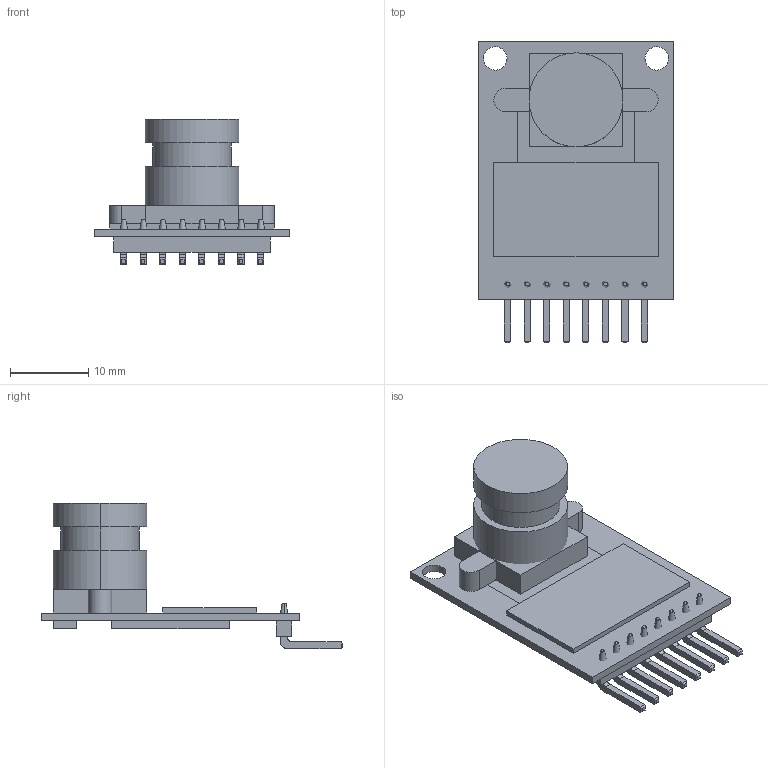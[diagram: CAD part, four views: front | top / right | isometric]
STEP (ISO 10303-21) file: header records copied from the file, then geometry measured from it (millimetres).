
FILE_DESCRIPTION(/* description */ (''),/* implementation_level */ '2;1');
FILE_NAME(/* name */ 'Arducam MINI OV2640',/* time_stamp */ '2023-04-14T19:08:10+02:00',/* author */ (''),/* organization */ (''),/* preprocessor_version */ 'ST-DEVELOPER v16.5',/* originating_system */ 'Rhino 7.28',/* authorisation */ '');
FILE_SCHEMA (('CONFIG_CONTROL_DESIGN'));
Length unit declared in the file: millimetre
Products named in the file (1): Document
Bounding box: 25 x 38.5 x 18.54 mm (x, y, z)
Volume: 3729.3 mm3; surface area: 4945.3 mm2
Topology: 24 solids, 24 shells, 200 faces, 418 edges, 268 vertices
Faces by surface type: plane 156, bspline 32, cylinder 12
Entity records: 5154 total; most frequent: CARTESIAN_POINT 2050, ORIENTED_EDGE 836, EDGE_CURVE 418, B_SPLINE_CURVE_WITH_KNOTS 328, VERTEX_POINT 268, EDGE_LOOP 206, ADVANCED_FACE 200, FACE_OUTER_BOUND 200
